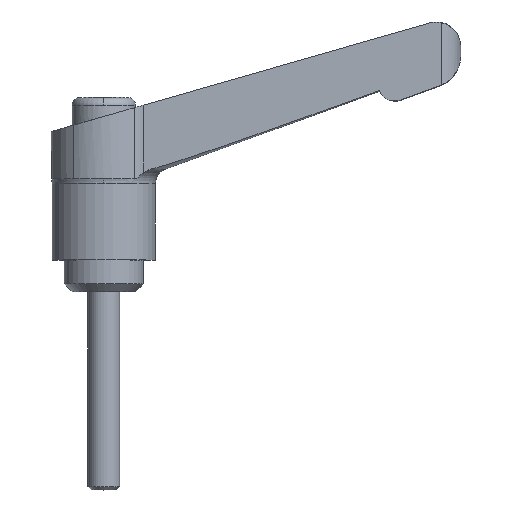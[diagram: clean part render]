
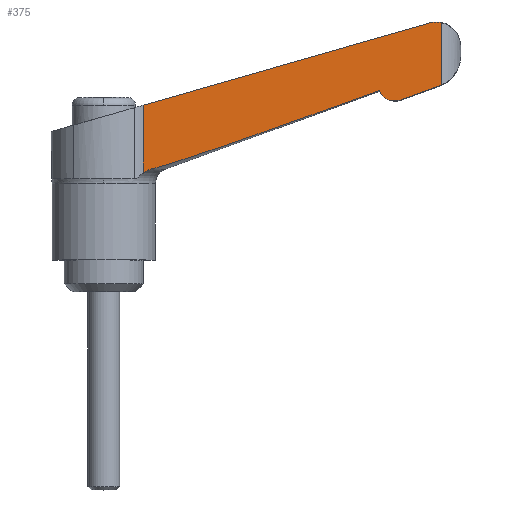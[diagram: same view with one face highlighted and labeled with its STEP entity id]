
A CAD part, top view. The second image highlights one B-rep face of the part: STEP entity #375.
In plain terms, the highlighted planar face has unit normal (0.035, 0, 0.999).
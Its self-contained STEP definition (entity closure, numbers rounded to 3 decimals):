
#353 = EDGE_CURVE( '', #667, #463, #847, .T. );
#375 = ADVANCED_FACE( '', ( #871 ), #872, .F. );
#419 = VERTEX_POINT( '', #920 );
#463 = VERTEX_POINT( '', #967 );
#473 = VERTEX_POINT( '', #978 );
#475 = EDGE_CURVE( '', #419, #463, #980, .T. );
#481 = EDGE_CURVE( '', #473, #625, #987, .T. );
#493 = EDGE_CURVE( '', #501, #473, #1000, .T. );
#501 = VERTEX_POINT( '', #1008 );
#515 = EDGE_CURVE( '', #625, #547, #1025, .T. );
#547 = VERTEX_POINT( '', #1061 );
#571 = EDGE_CURVE( '', #501, #685, #1087, .T. );
#625 = VERTEX_POINT( '', #1147 );
#641 = EDGE_CURVE( '', #667, #685, #1167, .T. );
#653 = EDGE_CURVE( '', #717, #419, #1180, .T. );
#667 = VERTEX_POINT( '', #1195 );
#677 = EDGE_CURVE( '', #547, #717, #1205, .T. );
#685 = VERTEX_POINT( '', #1213 );
#717 = VERTEX_POINT( '', #1252 );
#847 = LINE( '', #1461, #1462 );
#871 = FACE_OUTER_BOUND( '', #1491, .T. );
#872 = PLANE( '', #1492 );
#920 = CARTESIAN_POINT( '', ( 4.96, 14.953, 4.977 ) );
#967 = CARTESIAN_POINT( '', ( 4.96, 23.518, 4.977 ) );
#978 = CARTESIAN_POINT( '', ( 42.207, 25.927, 3.677 ) );
#980 = LINE( '', #1653, #1654 );
#987 = ( B_SPLINE_CURVE( 2, ( #1665, #1666, #1667 ), .UNSPECIFIED., .F., .F. )B_SPLINE_CURVE_WITH_KNOTS( ( 3, 3 ), ( 0., 5.151 ), .UNSPECIFIED. )RATIONAL_B_SPLINE_CURVE( ( 1., 1.002, 1. ) )BOUNDED_CURVE(  )REPRESENTATION_ITEM( '' )GEOMETRIC_REPRESENTATION_ITEM(  )CURVE(  ) );
#1000 = B_SPLINE_CURVE_WITH_KNOTS( '', 3, ( #1706, #1707, #1708, #1709, #1710, #1711 ), .UNSPECIFIED., .F., .F., ( 4, 2, 4 ), ( 4.198, 4.45, 4.626 ), .UNSPECIFIED. );
#1008 = CARTESIAN_POINT( '', ( 42.611, 26.098, 3.662 ) );
#1025 = B_SPLINE_CURVE_WITH_KNOTS( '', 3, ( #1743, #1744, #1745, #1746, #1747, #1748, #1749, #1750, #1751, #1752, #1753, #1754, #1755, #1756, #1757, #1758, #1759, #1760, #1761, #1762 ), .UNSPECIFIED., .F., .F., ( 4, 2, 2, 2, 2, 2, 2, 2, 2, 4 ), ( 2.315, 2.601, 2.976, 3.351, 3.726, 4.1, 4.473, 4.844, 5.215, 5.298 ), .UNSPECIFIED. );
#1061 = CARTESIAN_POINT( '', ( 34.777, 25.373, 3.936 ) );
#1087 = LINE( '', #1839, #1840 );
#1147 = CARTESIAN_POINT( '', ( 37.365, 24.178, 3.846 ) );
#1167 = B_SPLINE_CURVE_WITH_KNOTS( '', 3, ( #1976, #1977, #1978, #1979, #1980, #1981, #1982, #1983, #1984, #1985 ), .UNSPECIFIED., .F., .F., ( 4, 2, 2, 2, 4 ), ( 12.59, 12.819, 13.381, 13.941, 14.115 ), .UNSPECIFIED. );
#1180 = B_SPLINE_CURVE_WITH_KNOTS( '', 3, ( #2004, #2005, #2006, #2007, #2008, #2009, #2010, #2011 ), .UNSPECIFIED., .F., .F., ( 4, 2, 2, 4 ), ( 4.101, 4.299, 4.805, 5.256 ), .UNSPECIFIED. );
#1195 = CARTESIAN_POINT( '', ( 41.52, 34.002, 3.701 ) );
#1205 = ( B_SPLINE_CURVE( 2, ( #2049, #2050, #2051 ), .UNSPECIFIED., .F., .F. )B_SPLINE_CURVE_WITH_KNOTS( ( 3, 3 ), ( 0., 30.397 ), .UNSPECIFIED. )RATIONAL_B_SPLINE_CURVE( ( 1., 1.349, 1. ) )BOUNDED_CURVE(  )REPRESENTATION_ITEM( '' )GEOMETRIC_REPRESENTATION_ITEM(  )CURVE(  ) );
#1213 = CARTESIAN_POINT( '', ( 42.611, 33.919, 3.662 ) );
#1252 = CARTESIAN_POINT( '', ( 6.056, 15.479, 4.939 ) );
#1461 = CARTESIAN_POINT( '', ( -4.505, 20.804, 5.308 ) );
#1462 = VECTOR( '', #2267, 1. );
#1491 = EDGE_LOOP( '', ( #2298, #2299, #2300, #2301, #2302, #2303, #2304, #2305, #2306 ) );
#1492 = AXIS2_PLACEMENT_3D( '', #2307, #2308, #2309 );
#1653 = CARTESIAN_POINT( '', ( 4.96, 0., 4.977 ) );
#1654 = VECTOR( '', #2425, 1. );
#1665 = CARTESIAN_POINT( '', ( 42.207, 25.927, 3.677 ) );
#1666 = CARTESIAN_POINT( '', ( 39.641, 24.999, 3.766 ) );
#1667 = CARTESIAN_POINT( '', ( 37.365, 24.178, 3.846 ) );
#1706 = CARTESIAN_POINT( '', ( 42.611, 26.098, 3.662 ) );
#1707 = CARTESIAN_POINT( '', ( 42.532, 26.059, 3.665 ) );
#1708 = CARTESIAN_POINT( '', ( 42.453, 26.024, 3.668 ) );
#1709 = CARTESIAN_POINT( '', ( 42.321, 25.969, 3.673 ) );
#1710 = CARTESIAN_POINT( '', ( 42.265, 25.947, 3.675 ) );
#1711 = CARTESIAN_POINT( '', ( 42.207, 25.927, 3.677 ) );
#1743 = CARTESIAN_POINT( '', ( 37.365, 24.178, 3.846 ) );
#1744 = CARTESIAN_POINT( '', ( 37.272, 24.144, 3.849 ) );
#1745 = CARTESIAN_POINT( '', ( 37.172, 24.116, 3.852 ) );
#1746 = CARTESIAN_POINT( '', ( 36.936, 24.069, 3.861 ) );
#1747 = CARTESIAN_POINT( '', ( 36.8, 24.057, 3.865 ) );
#1748 = CARTESIAN_POINT( '', ( 36.55, 24.057, 3.874 ) );
#1749 = CARTESIAN_POINT( '', ( 36.413, 24.069, 3.879 ) );
#1750 = CARTESIAN_POINT( '', ( 36.146, 24.122, 3.888 ) );
#1751 = CARTESIAN_POINT( '', ( 36.015, 24.163, 3.893 ) );
#1752 = CARTESIAN_POINT( '', ( 35.784, 24.258, 3.901 ) );
#1753 = CARTESIAN_POINT( '', ( 35.663, 24.321, 3.905 ) );
#1754 = CARTESIAN_POINT( '', ( 35.437, 24.471, 3.913 ) );
#1755 = CARTESIAN_POINT( '', ( 35.332, 24.558, 3.917 ) );
#1756 = CARTESIAN_POINT( '', ( 35.156, 24.733, 3.923 ) );
#1757 = CARTESIAN_POINT( '', ( 35.069, 24.837, 3.926 ) );
#1758 = CARTESIAN_POINT( '', ( 34.919, 25.061, 3.931 ) );
#1759 = CARTESIAN_POINT( '', ( 34.855, 25.181, 3.933 ) );
#1760 = CARTESIAN_POINT( '', ( 34.797, 25.32, 3.935 ) );
#1761 = CARTESIAN_POINT( '', ( 34.787, 25.346, 3.936 ) );
#1762 = CARTESIAN_POINT( '', ( 34.777, 25.373, 3.936 ) );
#1839 = CARTESIAN_POINT( '', ( 42.611, 0., 3.662 ) );
#1840 = VECTOR( '', #2547, 1. );
#1976 = CARTESIAN_POINT( '', ( 41.004, 33.903, 3.719 ) );
#1977 = CARTESIAN_POINT( '', ( 41.083, 33.925, 3.716 ) );
#1978 = CARTESIAN_POINT( '', ( 41.164, 33.945, 3.713 ) );
#1979 = CARTESIAN_POINT( '', ( 41.446, 34.001, 3.703 ) );
#1980 = CARTESIAN_POINT( '', ( 41.65, 34.019, 3.696 ) );
#1981 = CARTESIAN_POINT( '', ( 42.023, 34.019, 3.683 ) );
#1982 = CARTESIAN_POINT( '', ( 42.227, 34.001, 3.676 ) );
#1983 = CARTESIAN_POINT( '', ( 42.489, 33.949, 3.667 ) );
#1984 = CARTESIAN_POINT( '', ( 42.55, 33.935, 3.665 ) );
#1985 = CARTESIAN_POINT( '', ( 42.611, 33.919, 3.662 ) );
#2004 = CARTESIAN_POINT( '', ( 6.056, 15.479, 4.939 ) );
#2005 = CARTESIAN_POINT( '', ( 5.989, 15.461, 4.941 ) );
#2006 = CARTESIAN_POINT( '', ( 5.924, 15.44, 4.944 ) );
#2007 = CARTESIAN_POINT( '', ( 5.701, 15.365, 4.951 ) );
#2008 = CARTESIAN_POINT( '', ( 5.53, 15.294, 4.957 ) );
#2009 = CARTESIAN_POINT( '', ( 5.222, 15.132, 4.968 ) );
#2010 = CARTESIAN_POINT( '', ( 5.083, 15.044, 4.973 ) );
#2011 = CARTESIAN_POINT( '', ( 4.96, 14.953, 4.977 ) );
#2049 = CARTESIAN_POINT( '', ( 34.777, 25.373, 3.936 ) );
#2050 = CARTESIAN_POINT( '', ( 11.299, 16.916, 4.756 ) );
#2051 = CARTESIAN_POINT( '', ( 6.056, 15.479, 4.939 ) );
#2267 = DIRECTION( '', ( -0.961, -0.275, 0.034 ) );
#2298 = ORIENTED_EDGE( '', *, *, #353, .T. );
#2299 = ORIENTED_EDGE( '', *, *, #475, .F. );
#2300 = ORIENTED_EDGE( '', *, *, #653, .F. );
#2301 = ORIENTED_EDGE( '', *, *, #677, .F. );
#2302 = ORIENTED_EDGE( '', *, *, #515, .F. );
#2303 = ORIENTED_EDGE( '', *, *, #481, .F. );
#2304 = ORIENTED_EDGE( '', *, *, #493, .F. );
#2305 = ORIENTED_EDGE( '', *, *, #571, .T. );
#2306 = ORIENTED_EDGE( '', *, *, #641, .F. );
#2307 = CARTESIAN_POINT( '', ( 4.96, 0., 4.977 ) );
#2308 = DIRECTION( '', ( -0.035, 0., -0.999 ) );
#2309 = DIRECTION( '', ( -0.999, 0., 0.035 ) );
#2425 = DIRECTION( '', ( 0., 1., 0. ) );
#2547 = DIRECTION( '', ( 0., 1., 0. ) );
